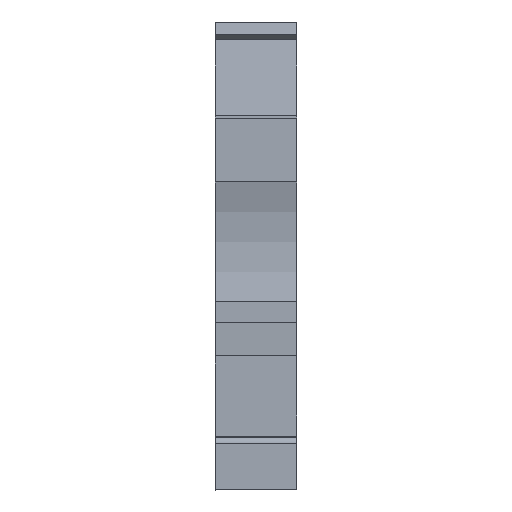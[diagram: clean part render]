
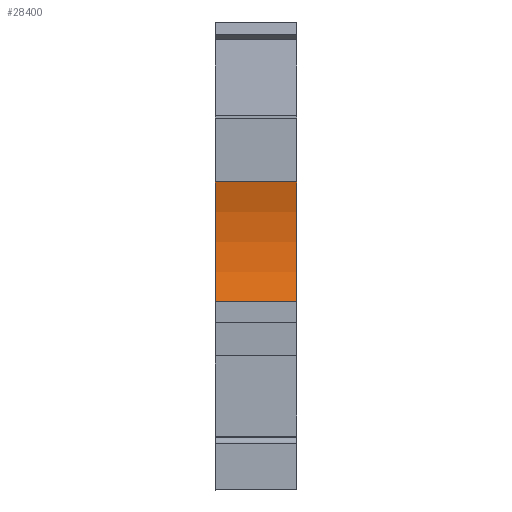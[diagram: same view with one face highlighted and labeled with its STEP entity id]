
A CAD part, front view. The second image highlights one B-rep face of the part: STEP entity #28400.
In plain terms, the highlighted cylindrical face has radius 15 mm (diameter 30 mm), a partial arc.
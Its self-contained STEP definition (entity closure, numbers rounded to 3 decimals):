
#4050=CARTESIAN_POINT('',(-47.2,7.95,
1.));
#4060=VERTEX_POINT('',#4050);
#13440=CARTESIAN_POINT('',(-47.2,-1.05,
1.));
#13450=VERTEX_POINT('',#13440);
#13480=CARTESIAN_POINT('',(-61.509,3.45,
1.));
#13490=DIRECTION('',(0.,0.,-1.));
#13500=DIRECTION('',(-1.,0.,0.));
#13510=AXIS2_PLACEMENT_3D('',#13480,#13490,#13500);
#13520=CIRCLE('',#13510,15.);
#13530=EDGE_CURVE('',#4060,#13450,#13520,.T.);
#17120=CARTESIAN_POINT('',(-47.2,7.95,
-5.15));
#17130=VERTEX_POINT('',#17120);
#17160=CARTESIAN_POINT('',(-61.509,3.45,
-5.15));
#17170=DIRECTION('',(0.,0.,-1.));
#17180=DIRECTION('',(-1.,0.,0.));
#17190=AXIS2_PLACEMENT_3D('',#17160,#17170,#17180);
#17200=CIRCLE('',#17190,15.);
#17210=CARTESIAN_POINT('',(-47.2,-1.05,
-5.15));
#17220=VERTEX_POINT('',#17210);
#17230=EDGE_CURVE('',#17130,#17220,#17200,.T.);
#19450=CARTESIAN_POINT('',(-47.2,-1.05,
-5.15));
#19460=DIRECTION('',(0.,0.,1.));
#19470=VECTOR('',#19460,1.);
#19480=LINE('',#19450,#19470);
#19490=EDGE_CURVE('',#17220,#13450,#19480,.T.);
#28240=CARTESIAN_POINT('',(-61.509,3.45,
-5.15));
#28250=DIRECTION('',(0.,0.,1.));
#28260=DIRECTION('',(1.,0.,0.));
#28270=AXIS2_PLACEMENT_3D('',#28240,#28250,#28260);
#28280=CYLINDRICAL_SURFACE('',#28270,15.);
#28290=ORIENTED_EDGE('',*,*,#17230,.T.);
#28300=CARTESIAN_POINT('',(-47.2,7.95,
-5.15));
#28310=DIRECTION('',(0.,0.,1.));
#28320=VECTOR('',#28310,1.);
#28330=LINE('',#28300,#28320);
#28340=EDGE_CURVE('',#17130,#4060,#28330,.T.);
#28350=ORIENTED_EDGE('',*,*,#28340,.F.);
#28360=ORIENTED_EDGE('',*,*,#13530,.F.);
#28370=ORIENTED_EDGE('',*,*,#19490,.T.);
#28380=EDGE_LOOP('',(#28370,#28360,#28350,#28290));
#28390=FACE_OUTER_BOUND('',#28380,.T.);
#28400=ADVANCED_FACE('',(#28390),#28280,.F.);
